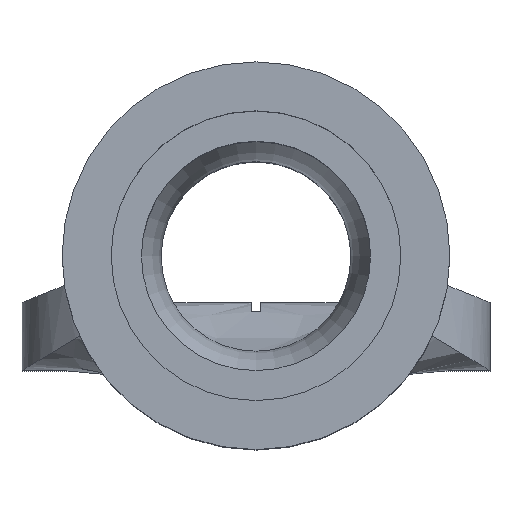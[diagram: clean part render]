
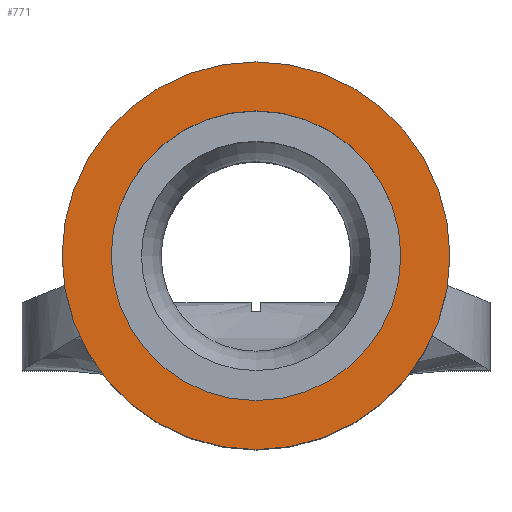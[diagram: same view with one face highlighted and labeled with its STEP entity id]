
A CAD part, top view. The second image highlights one B-rep face of the part: STEP entity #771.
In plain terms, the highlighted planar face has unit normal (0, 0, 1).
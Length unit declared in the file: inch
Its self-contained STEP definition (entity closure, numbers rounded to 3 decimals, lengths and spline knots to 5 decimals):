
#159=PLANE($,#837);
#202=FACE_BOUND($,#283,.T.);
#203=FACE_BOUND($,#284,.T.);
#283=EDGE_LOOP($,(#568));
#284=EDGE_LOOP($,(#569));
#340=CIRCLE($,#827,0.07675);
#343=CIRCLE($,#833,0.10275);
#373=VERTEX_POINT($,#1117);
#376=VERTEX_POINT($,#1126);
#448=EDGE_CURVE($,#373,#373,#340,.T.);
#451=EDGE_CURVE($,#376,#376,#343,.T.);
#568=ORIENTED_EDGE($,*,*,#448,.T.);
#569=ORIENTED_EDGE($,*,*,#451,.F.);
#771=ADVANCED_FACE($,(#202,#203),#159,.T.);
#827=AXIS2_PLACEMENT_3D($,#1118,#915,#916);
#833=AXIS2_PLACEMENT_3D($,#1127,#927,#928);
#837=AXIS2_PLACEMENT_3D($,#1132,#935,#936);
#915=DIRECTION('center_axis',(0.,0.,-1.));
#916=DIRECTION('ref_axis',(-1.,0.,0.));
#927=DIRECTION('center_axis',(0.,0.,-1.));
#928=DIRECTION('ref_axis',(-1.,0.,0.));
#935=DIRECTION('center_axis',(0.,0.,1.));
#936=DIRECTION('ref_axis',(1.,0.,0.));
#1117=CARTESIAN_POINT('',(0.07675,0.,0.378));
#1118=CARTESIAN_POINT('Origin',(0.,0.,0.378));
#1126=CARTESIAN_POINT('',(0.10275,0.,0.378));
#1127=CARTESIAN_POINT('Origin',(0.,0.,0.378));
#1132=CARTESIAN_POINT('Origin',(0.,0.,
0.378));
